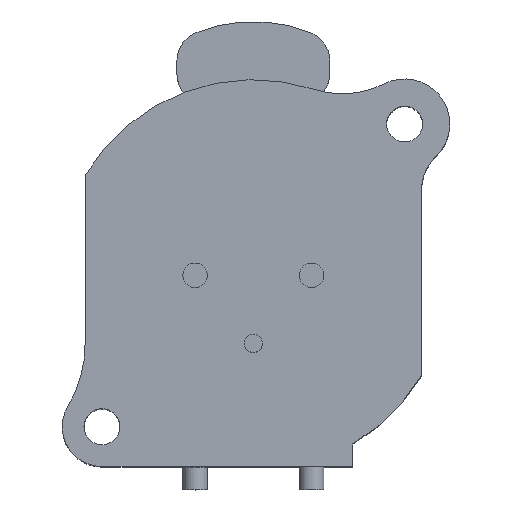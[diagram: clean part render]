
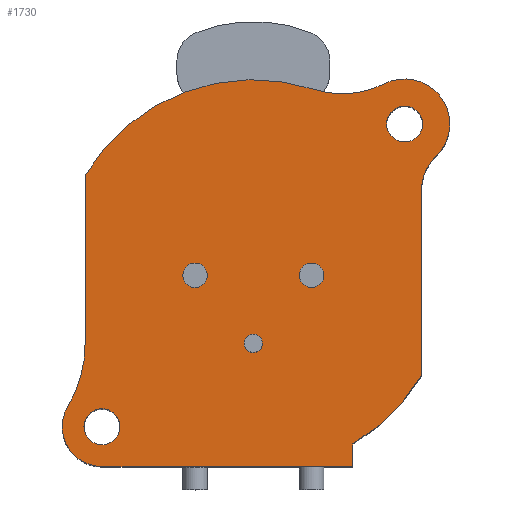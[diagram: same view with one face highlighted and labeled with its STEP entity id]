
A CAD part, top view. The second image highlights one B-rep face of the part: STEP entity #1730.
In plain terms, the highlighted planar face has unit normal (0, 0, 1).
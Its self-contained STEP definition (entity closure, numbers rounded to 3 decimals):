
#378=CARTESIAN_POINT('',(9.9,9.9,24.));
#379=DIRECTION('',(0.,0.,-1.));
#380=DIRECTION('',(1.,0.,0.));
#381=AXIS2_PLACEMENT_3D('',#378,#379,#380);
#386=CARTESIAN_POINT('',(9.9,9.9,24.));
#387=DIRECTION('',(0.,0.,-1.));
#388=DIRECTION('',(-1.,0.,0.));
#389=AXIS2_PLACEMENT_3D('',#386,#387,#388);
#394=CARTESIAN_POINT('',(-9.9,-9.9,24.));
#395=DIRECTION('',(0.,0.,-1.));
#396=DIRECTION('',(1.,0.,0.));
#397=AXIS2_PLACEMENT_3D('',#394,#395,#396);
#402=CARTESIAN_POINT('',(-9.9,-9.9,24.));
#403=DIRECTION('',(0.,0.,-1.));
#404=DIRECTION('',(-1.,0.,0.));
#405=AXIS2_PLACEMENT_3D('',#402,#403,#404);
#410=DIRECTION('',(0.,-1.,0.));
#411=VECTOR('',#410,11.009);
#412=CARTESIAN_POINT('',(-11.,6.545,24.));
#413=LINE('',#412,#411);
#417=CARTESIAN_POINT('',(0.,0.,24.));
#418=DIRECTION('',(0.,0.,1.));
#419=DIRECTION('',(0.31,0.951,0.));
#420=AXIS2_PLACEMENT_3D('',#417,#418,#419);
#425=CARTESIAN_POINT('',(5.833,17.872,24.));
#426=DIRECTION('',(0.,0.,-1.));
#427=DIRECTION('',(0.454,-0.891,0.));
#428=AXIS2_PLACEMENT_3D('',#425,#426,#427);
#433=CARTESIAN_POINT('',(9.9,9.9,24.));
#434=DIRECTION('',(0.,0.,1.));
#435=DIRECTION('',(0.689,-0.725,0.));
#436=AXIS2_PLACEMENT_3D('',#433,#434,#435);
#441=CARTESIAN_POINT('',(14.,5.588,24.));
#442=DIRECTION('',(0.,0.,-1.));
#443=DIRECTION('',(-1.,0.,0.));
#444=AXIS2_PLACEMENT_3D('',#441,#442,#443);
#449=DIRECTION('',(0.,1.,0.));
#450=VECTOR('',#449,12.133);
#451=CARTESIAN_POINT('',(11.,-6.545,24.));
#452=LINE('',#451,#450);
#456=CARTESIAN_POINT('',(0.,0.,24.));
#457=DIRECTION('',(0.,0.,1.));
#458=DIRECTION('',(0.508,-0.861,0.));
#459=AXIS2_PLACEMENT_3D('',#456,#457,#458);
#464=DIRECTION('',(0.,1.,0.));
#465=VECTOR('',#464,1.473);
#466=CARTESIAN_POINT('',(6.5,-12.5,24.));
#467=LINE('',#466,#465);
#471=DIRECTION('',(1.,0.,0.));
#472=VECTOR('',#471,16.4);
#473=CARTESIAN_POINT('',(-9.9,-12.5,24.));
#474=LINE('',#473,#472);
#478=CARTESIAN_POINT('',(-9.9,-9.9,24.));
#479=DIRECTION('',(0.,0.,1.));
#480=DIRECTION('',(-0.858,0.513,0.));
#481=AXIS2_PLACEMENT_3D('',#478,#479,#480);
#486=CARTESIAN_POINT('',(-19.,-4.464,24.));
#487=DIRECTION('',(0.,0.,-1.));
#488=DIRECTION('',(1.,0.,0.));
#489=AXIS2_PLACEMENT_3D('',#486,#487,#488);
#494=CARTESIAN_POINT('',(-3.81,0.,24.));
#495=DIRECTION('',(0.,0.,1.));
#496=DIRECTION('',(1.,0.,0.));
#497=AXIS2_PLACEMENT_3D('',#494,#495,#496);
#502=CARTESIAN_POINT('',(-3.81,0.,24.));
#503=DIRECTION('',(0.,0.,1.));
#504=DIRECTION('',(-1.,0.,0.));
#505=AXIS2_PLACEMENT_3D('',#502,#503,#504);
#510=CARTESIAN_POINT('',(0.,-4.45,24.));
#511=DIRECTION('',(0.,0.,1.));
#512=DIRECTION('',(1.,0.,0.));
#513=AXIS2_PLACEMENT_3D('',#510,#511,#512);
#518=CARTESIAN_POINT('',(0.,-4.45,24.));
#519=DIRECTION('',(0.,0.,1.));
#520=DIRECTION('',(-1.,0.,0.));
#521=AXIS2_PLACEMENT_3D('',#518,#519,#520);
#526=CARTESIAN_POINT('',(3.81,0.,24.));
#527=DIRECTION('',(0.,0.,1.));
#528=DIRECTION('',(1.,0.,0.));
#529=AXIS2_PLACEMENT_3D('',#526,#527,#528);
#534=CARTESIAN_POINT('',(3.81,0.,24.));
#535=DIRECTION('',(0.,0.,1.));
#536=DIRECTION('',(-1.,0.,0.));
#537=AXIS2_PLACEMENT_3D('',#534,#535,#536);
#1399=CARTESIAN_POINT('',(-11.,6.545,24.));
#1400=CARTESIAN_POINT('',(-11.,-4.464,24.));
#1401=VERTEX_POINT('',#1399);
#1402=VERTEX_POINT('',#1400);
#1403=CARTESIAN_POINT('',(-12.132,-8.567,24.));
#1404=CARTESIAN_POINT('',(-9.9,-12.5,24.));
#1405=VERTEX_POINT('',#1403);
#1406=VERTEX_POINT('',#1404);
#1407=CARTESIAN_POINT('',(6.5,-12.5,24.));
#1408=VERTEX_POINT('',#1407);
#1409=CARTESIAN_POINT('',(6.5,-11.027,24.));
#1410=VERTEX_POINT('',#1409);
#1411=CARTESIAN_POINT('',(11.,-6.545,24.));
#1412=CARTESIAN_POINT('',(11.,5.588,24.));
#1413=VERTEX_POINT('',#1411);
#1414=VERTEX_POINT('',#1412);
#1415=CARTESIAN_POINT('',(11.933,7.762,24.));
#1416=CARTESIAN_POINT('',(8.559,12.528,24.));
#1417=VERTEX_POINT('',#1415);
#1418=VERTEX_POINT('',#1416);
#1419=CARTESIAN_POINT('',(3.971,12.168,24.));
#1420=VERTEX_POINT('',#1419);
#1429=CARTESIAN_POINT('',(11.075,9.9,24.));
#1430=CARTESIAN_POINT('',(8.725,9.9,24.));
#1431=VERTEX_POINT('',#1429);
#1432=VERTEX_POINT('',#1430);
#1433=CARTESIAN_POINT('',(-8.725,-9.9,24.));
#1434=CARTESIAN_POINT('',(-11.075,-9.9,24.));
#1435=VERTEX_POINT('',#1433);
#1436=VERTEX_POINT('',#1434);
#1575=CARTESIAN_POINT('',(-3.01,0.,24.));
#1576=CARTESIAN_POINT('',(-4.61,0.,24.));
#1577=VERTEX_POINT('',#1575);
#1578=VERTEX_POINT('',#1576);
#1579=CARTESIAN_POINT('',(0.6,-4.45,24.));
#1580=CARTESIAN_POINT('',(-0.6,-4.45,24.));
#1581=VERTEX_POINT('',#1579);
#1582=VERTEX_POINT('',#1580);
#1583=CARTESIAN_POINT('',(4.61,0.,24.));
#1584=CARTESIAN_POINT('',(3.01,0.,24.));
#1585=VERTEX_POINT('',#1583);
#1586=VERTEX_POINT('',#1584);
#1673=CARTESIAN_POINT('',(0.,0.,24.));
#1674=DIRECTION('',(0.,0.,1.));
#1675=DIRECTION('',(1.,0.,0.));
#1676=AXIS2_PLACEMENT_3D('',#1673,#1674,#1675);
#1677=PLANE('',#1676);
#1679=ORIENTED_EDGE('',*,*,#1678,.F.);
#1681=ORIENTED_EDGE('',*,*,#1680,.F.);
#1683=ORIENTED_EDGE('',*,*,#1682,.F.);
#1685=ORIENTED_EDGE('',*,*,#1684,.F.);
#1687=ORIENTED_EDGE('',*,*,#1686,.F.);
#1689=ORIENTED_EDGE('',*,*,#1688,.F.);
#1691=ORIENTED_EDGE('',*,*,#1690,.F.);
#1693=ORIENTED_EDGE('',*,*,#1692,.F.);
#1695=ORIENTED_EDGE('',*,*,#1694,.F.);
#1697=ORIENTED_EDGE('',*,*,#1696,.F.);
#1699=ORIENTED_EDGE('',*,*,#1698,.F.);
#1700=EDGE_LOOP('',(#1679,#1681,#1683,#1685,#1687,#1689,#1691,#1693,#1695,#1697,
#1699));
#1701=FACE_OUTER_BOUND('',#1700,.F.);
#1703=ORIENTED_EDGE('',*,*,#1702,.F.);
#1705=ORIENTED_EDGE('',*,*,#1704,.F.);
#1706=EDGE_LOOP('',(#1703,#1705));
#1707=FACE_BOUND('',#1706,.F.);
#1708=ORIENTED_EDGE('',*,*,#1653,.F.);
#1709=ORIENTED_EDGE('',*,*,#1667,.F.);
#1710=EDGE_LOOP('',(#1708,#1709));
#1711=FACE_BOUND('',#1710,.F.);
#1713=ORIENTED_EDGE('',*,*,#1712,.T.);
#1715=ORIENTED_EDGE('',*,*,#1714,.T.);
#1716=EDGE_LOOP('',(#1713,#1715));
#1717=FACE_BOUND('',#1716,.F.);
#1719=ORIENTED_EDGE('',*,*,#1718,.T.);
#1721=ORIENTED_EDGE('',*,*,#1720,.T.);
#1722=EDGE_LOOP('',(#1719,#1721));
#1723=FACE_BOUND('',#1722,.F.);
#1725=ORIENTED_EDGE('',*,*,#1724,.T.);
#1727=ORIENTED_EDGE('',*,*,#1726,.T.);
#1728=EDGE_LOOP('',(#1725,#1727));
#1729=FACE_BOUND('',#1728,.F.);
#382=CIRCLE('',#381,1.175);
#390=CIRCLE('',#389,1.175);
#398=CIRCLE('',#397,1.175);
#406=CIRCLE('',#405,1.175);
#421=CIRCLE('',#420,12.8);
#429=CIRCLE('',#428,6.);
#437=CIRCLE('',#436,2.95);
#445=CIRCLE('',#444,3.);
#460=CIRCLE('',#459,12.8);
#482=CIRCLE('',#481,2.6);
#490=CIRCLE('',#489,8.);
#498=CIRCLE('',#497,0.8);
#506=CIRCLE('',#505,0.8);
#514=CIRCLE('',#513,0.6);
#522=CIRCLE('',#521,0.6);
#530=CIRCLE('',#529,0.8);
#538=CIRCLE('',#537,0.8);
#1653=EDGE_CURVE('',#1431,#1432,#382,.T.);
#1667=EDGE_CURVE('',#1432,#1431,#390,.T.);
#1678=EDGE_CURVE('',#1401,#1402,#413,.T.);
#1680=EDGE_CURVE('',#1420,#1401,#421,.T.);
#1682=EDGE_CURVE('',#1418,#1420,#429,.T.);
#1684=EDGE_CURVE('',#1417,#1418,#437,.T.);
#1686=EDGE_CURVE('',#1414,#1417,#445,.T.);
#1688=EDGE_CURVE('',#1413,#1414,#452,.T.);
#1690=EDGE_CURVE('',#1410,#1413,#460,.T.);
#1692=EDGE_CURVE('',#1408,#1410,#467,.T.);
#1694=EDGE_CURVE('',#1406,#1408,#474,.T.);
#1696=EDGE_CURVE('',#1405,#1406,#482,.T.);
#1698=EDGE_CURVE('',#1402,#1405,#490,.T.);
#1702=EDGE_CURVE('',#1435,#1436,#398,.T.);
#1704=EDGE_CURVE('',#1436,#1435,#406,.T.);
#1712=EDGE_CURVE('',#1577,#1578,#498,.T.);
#1714=EDGE_CURVE('',#1578,#1577,#506,.T.);
#1718=EDGE_CURVE('',#1581,#1582,#514,.T.);
#1720=EDGE_CURVE('',#1582,#1581,#522,.T.);
#1724=EDGE_CURVE('',#1585,#1586,#530,.T.);
#1726=EDGE_CURVE('',#1586,#1585,#538,.T.);
#1730=ADVANCED_FACE('',(#1701,#1707,#1711,#1717,#1723,#1729),#1677,.T.);
